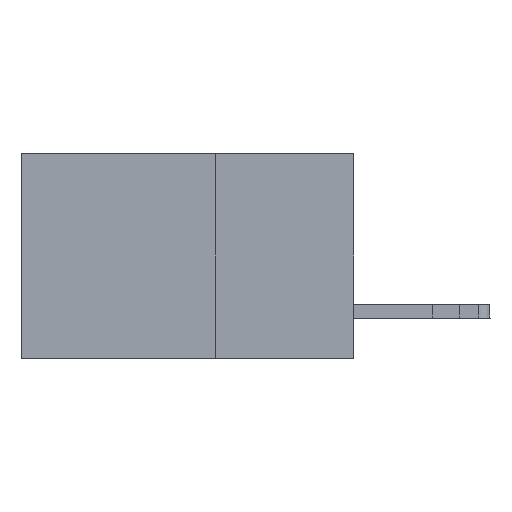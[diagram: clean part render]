
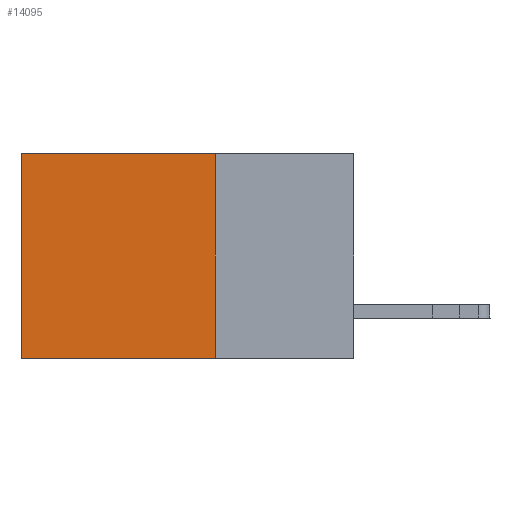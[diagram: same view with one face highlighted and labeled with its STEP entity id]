
A CAD part, left-side view. The second image highlights one B-rep face of the part: STEP entity #14095.
In plain terms, the highlighted planar face has unit normal (-1, 0, 0).
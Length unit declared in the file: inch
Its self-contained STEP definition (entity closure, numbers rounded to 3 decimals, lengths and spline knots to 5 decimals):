
#60 = CARTESIAN_POINT ( 'NONE',  ( 0.2875, 0.25, 0. ) ) ;
#336 = ORIENTED_EDGE ( 'NONE', *, *, #15808, .T. ) ;
#390 = CARTESIAN_POINT ( 'NONE',  ( 0.2875, 0.25, -0.37 ) ) ;
#398 = CARTESIAN_POINT ( 'NONE',  ( 0.2875, 0.6, 0. ) ) ;
#1052 = VECTOR ( 'NONE', #22864, 39.37008 ) ;
#2759 = EDGE_LOOP ( 'NONE', ( #12690, #10168, #19756, #336 ) ) ;
#2961 = CARTESIAN_POINT ( 'NONE',  ( 0.2875, 0.25, -0.37 ) ) ;
#5257 = VECTOR ( 'NONE', #10461, 39.37008 ) ;
#6059 = EDGE_CURVE ( 'NONE', #26967, #26889, #10156, .T. ) ;
#6164 = AXIS2_PLACEMENT_3D ( 'NONE', #22924, #17880, #25363 ) ;
#7968 = FACE_OUTER_BOUND ( 'NONE', #2759, .T. ) ;
#10156 = LINE ( 'NONE', #60, #27525 ) ;
#10168 = ORIENTED_EDGE ( 'NONE', *, *, #31741, .F. ) ;
#10305 = DIRECTION ( 'NONE',  ( 0., 0., -1. ) ) ;
#10461 = DIRECTION ( 'NONE',  ( 0., 1., 0. ) ) ;
#12690 = ORIENTED_EDGE ( 'NONE', *, *, #31275, .T. ) ;
#14095 = ADVANCED_FACE ( 'NONE', ( #7968 ), #31169, .F. ) ;
#14404 = VERTEX_POINT ( 'NONE', #30825 ) ;
#15808 = EDGE_CURVE ( 'NONE', #26967, #14404, #31796, .T. ) ;
#16796 = CARTESIAN_POINT ( 'NONE',  ( 0.2875, 0.25, 0. ) ) ;
#17880 = DIRECTION ( 'NONE',  ( 1., 0., 0. ) ) ;
#19756 = ORIENTED_EDGE ( 'NONE', *, *, #6059, .F. ) ;
#20161 = VERTEX_POINT ( 'NONE', #30117 ) ;
#21998 = DIRECTION ( 'NONE',  ( 0., 1., 0. ) ) ;
#22864 = DIRECTION ( 'NONE',  ( 0., 0., -1. ) ) ;
#22924 = CARTESIAN_POINT ( 'NONE',  ( 0.2875, 0.25, 0. ) ) ;
#23019 = CARTESIAN_POINT ( 'NONE',  ( 0.2875, 0.25, 0. ) ) ;
#25273 = LINE ( 'NONE', #2961, #5257 ) ;
#25312 = LINE ( 'NONE', #398, #1052 ) ;
#25363 = DIRECTION ( 'NONE',  ( 0., 0., -1. ) ) ;
#26889 = VERTEX_POINT ( 'NONE', #390 ) ;
#26967 = VERTEX_POINT ( 'NONE', #23019 ) ;
#27525 = VECTOR ( 'NONE', #10305, 39.37008 ) ;
#29178 = VECTOR ( 'NONE', #21998, 39.37008 ) ;
#30117 = CARTESIAN_POINT ( 'NONE',  ( 0.2875, 0.6, -0.37 ) ) ;
#30825 = CARTESIAN_POINT ( 'NONE',  ( 0.2875, 0.6, 0. ) ) ;
#31169 = PLANE ( 'NONE',  #6164 ) ;
#31275 = EDGE_CURVE ( 'NONE', #14404, #20161, #25312, .T. ) ;
#31741 = EDGE_CURVE ( 'NONE', #26889, #20161, #25273, .T. ) ;
#31796 = LINE ( 'NONE', #16796, #29178 ) ;
